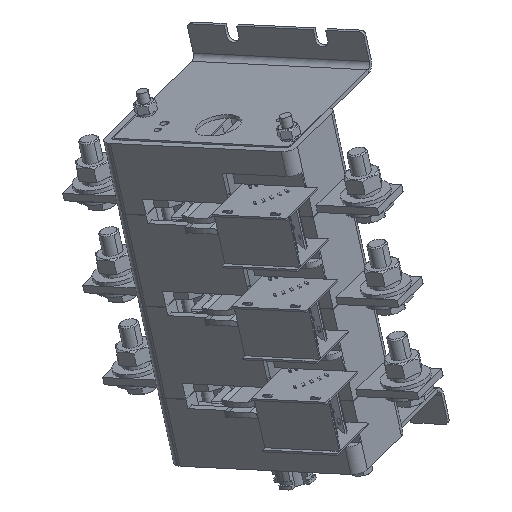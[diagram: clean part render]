
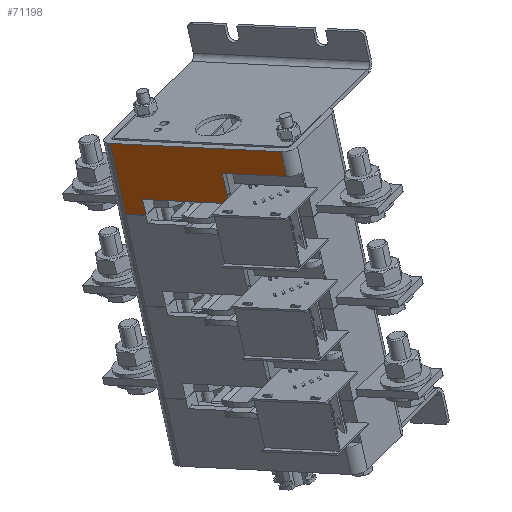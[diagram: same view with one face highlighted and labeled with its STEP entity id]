
A CAD part, front view. The second image highlights one B-rep face of the part: STEP entity #71198.
In plain terms, the highlighted planar face has unit normal (-0.462, -0.764, -0.451).
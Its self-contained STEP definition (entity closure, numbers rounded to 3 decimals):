
#6192 = CARTESIAN_POINT ( 'NONE',  ( 52.979, -4.286, -115.968 ) ) ;
#6193 = DIRECTION ( 'NONE',  ( -0.193, -0.409, 0.892 ) ) ;
#6194 = VECTOR ( 'NONE', #6193, 1000. ) ;
#6195 = CARTESIAN_POINT ( 'NONE',  ( 53.886, -2.362, -120.158 ) ) ;
#6196 = LINE ( 'NONE', #6195, #6194 ) ;
#6856 = DIRECTION ( 'NONE',  ( 0.866, -0.499, -0.042 ) ) ;
#6857 = VECTOR ( 'NONE', #6856, 1000. ) ;
#6858 = CARTESIAN_POINT ( 'NONE',  ( 120.331, -58.732, -92.74 ) ) ;
#6859 = LINE ( 'NONE', #6858, #6857 ) ;
#9629 = DIRECTION ( 'NONE',  ( 0.193, 0.409, -0.892 ) ) ;
#9630 = VECTOR ( 'NONE', #9629, 1000. ) ;
#9631 = CARTESIAN_POINT ( 'NONE',  ( 37.231, -10.833, -88.739 ) ) ;
#9637 = LINE ( 'NONE', #9631, #9630 ) ;
#16884 = EDGE_CURVE ( 'NONE', #16885, #16887, #42577, .T. ) ;
#16885 = VERTEX_POINT ( 'NONE', #42573 ) ;
#16886 = EDGE_CURVE ( 'NONE', #16887, #18634, #42568, .T. ) ;
#16887 = VERTEX_POINT ( 'NONE', #42563 ) ;
#16888 = ORIENTED_EDGE ( 'NONE', *, *, #16884, .F. ) ;
#16890 = ORIENTED_EDGE ( 'NONE', *, *, #16886, .F. ) ;
#17812 = ORIENTED_EDGE ( 'NONE', *, *, #78888, .F. ) ;
#18633 = EDGE_CURVE ( 'NONE', #18635, #18634, #50843, .T. ) ;
#18634 = VERTEX_POINT ( 'NONE', #50839 ) ;
#18635 = VERTEX_POINT ( 'NONE', #50836 ) ;
#18636 = ORIENTED_EDGE ( 'NONE', *, *, #18633, .T. ) ;
#28424 = EDGE_CURVE ( 'NONE', #18635, #78512, #69231, .T. ) ;
#34691 = VERTEX_POINT ( 'NONE', #52493 ) ;
#34696 = VERTEX_POINT ( 'NONE', #52482 ) ;
#34700 = EDGE_CURVE ( 'NONE', #34691, #34696, #52460, .T. ) ;
#42563 = CARTESIAN_POINT ( 'NONE',  ( 122.938, -53.204, -104.778 ) ) ;
#42564 = DIRECTION ( 'NONE',  ( -0.866, 0.499, 0.042 ) ) ;
#42565 = VECTOR ( 'NONE', #42564, 1000. ) ;
#42566 = CARTESIAN_POINT ( 'NONE',  ( 91.776, -35.242, -103.277 ) ) ;
#42568 = LINE ( 'NONE', #42566, #42565 ) ;
#42573 = CARTESIAN_POINT ( 'NONE',  ( 120.331, -58.732, -92.74 ) ) ;
#42574 = DIRECTION ( 'NONE',  ( 0.193, 0.409, -0.892 ) ) ;
#42575 = VECTOR ( 'NONE', #42574, 1000. ) ;
#42576 = CARTESIAN_POINT ( 'NONE',  ( 120.331, -58.732, -92.74 ) ) ;
#42577 = LINE ( 'NONE', #42576, #42575 ) ;
#50836 = CARTESIAN_POINT ( 'NONE',  ( 94.962, -28.485, -117.989 ) ) ;
#50839 = CARTESIAN_POINT ( 'NONE',  ( 91.776, -35.242, -103.277 ) ) ;
#50840 = DIRECTION ( 'NONE',  ( -0.193, -0.409, 0.892 ) ) ;
#50841 = VECTOR ( 'NONE', #50840, 1000. ) ;
#50842 = CARTESIAN_POINT ( 'NONE',  ( 94.962, -28.485, -117.989 ) ) ;
#50843 = LINE ( 'NONE', #50842, #50841 ) ;
#52460 = LINE ( 'NONE', #52585, #52584 ) ;
#52482 = CARTESIAN_POINT ( 'NONE',  ( 44.665, 4.932, -123.067 ) ) ;
#52493 = CARTESIAN_POINT ( 'NONE',  ( 54.62, -0.806, -123.547 ) ) ;
#52582 = DIRECTION ( 'NONE',  ( -0.866, 0.499, 0.042 ) ) ;
#52584 = VECTOR ( 'NONE', #52582, 1000. ) ;
#52585 = CARTESIAN_POINT ( 'NONE',  ( 54.62, -0.806, -123.547 ) ) ;
#55056 = DIRECTION ( 'NONE',  ( 0.193, 0.409, -0.892 ) ) ;
#55057 = DIRECTION ( 'NONE',  ( 0.462, 0.764, 0.451 ) ) ;
#55058 = CARTESIAN_POINT ( 'NONE',  ( 120.331, -58.732, -92.74 ) ) ;
#55059 = AXIS2_PLACEMENT_3D ( 'NONE', #55058, #55057, #55056 ) ;
#55060 = PLANE ( 'NONE',  #55059 ) ;
#55061 = FACE_OUTER_BOUND ( 'NONE', #71187, .T. ) ;
#55231 = CARTESIAN_POINT ( 'NONE',  ( 37.231, -10.833, -88.739 ) ) ;
#69228 = DIRECTION ( 'NONE',  ( -0.866, 0.499, 0.042 ) ) ;
#69229 = VECTOR ( 'NONE', #69228, 1000. ) ;
#69230 = CARTESIAN_POINT ( 'NONE',  ( 52.979, -4.286, -115.968 ) ) ;
#69231 = LINE ( 'NONE', #69230, #69229 ) ;
#71187 = EDGE_LOOP ( 'NONE', ( #18636, #16890, #16888, #17812, #78821, #78554, #78445, #78442 ) ) ;
#71198 = ADVANCED_FACE ( 'NONE', ( #55061 ), #55060, .F. ) ;
#71273 = VERTEX_POINT ( 'NONE', #55231 ) ;
#78442 = ORIENTED_EDGE ( 'NONE', *, *, #28424, .F. ) ;
#78445 = ORIENTED_EDGE ( 'NONE', *, *, #78511, .T. ) ;
#78511 = EDGE_CURVE ( 'NONE', #34691, #78512, #6196, .T. ) ;
#78512 = VERTEX_POINT ( 'NONE', #6192 ) ;
#78554 = ORIENTED_EDGE ( 'NONE', *, *, #34700, .F. ) ;
#78821 = ORIENTED_EDGE ( 'NONE', *, *, #80537, .T. ) ;
#78888 = EDGE_CURVE ( 'NONE', #71273, #16885, #6859, .T. ) ;
#80537 = EDGE_CURVE ( 'NONE', #71273, #34696, #9637, .T. ) ;
